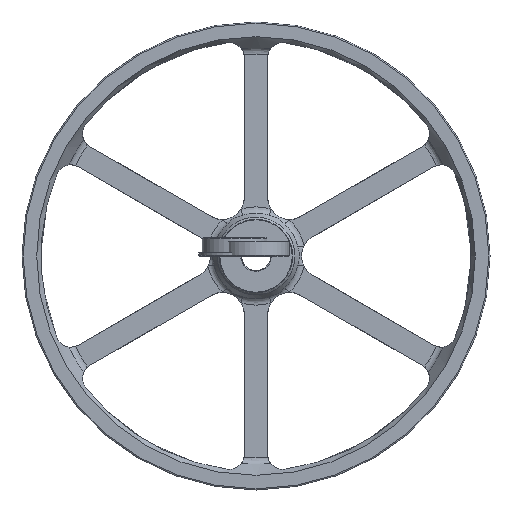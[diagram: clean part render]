
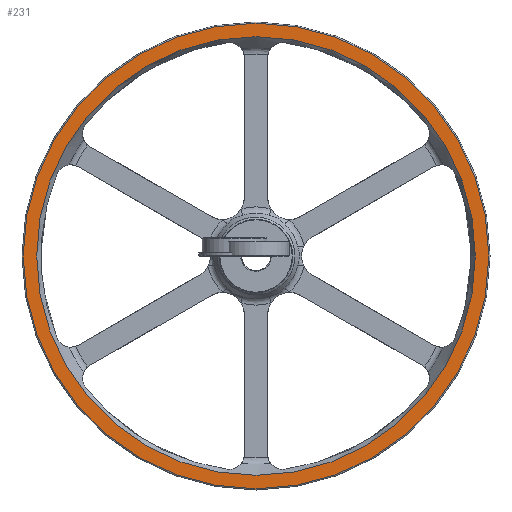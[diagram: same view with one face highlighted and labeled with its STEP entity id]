
A CAD part, front view. The second image highlights one B-rep face of the part: STEP entity #231.
In plain terms, the highlighted planar face has unit normal (0, -1, 0).
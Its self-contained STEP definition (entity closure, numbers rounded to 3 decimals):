
#231 = ADVANCED_FACE( '', ( #416, #417 ), #418, .T. );
#416 = FACE_OUTER_BOUND( '', #846, .T. );
#417 = FACE_BOUND( '', #847, .T. );
#418 = PLANE( '', #848 );
#846 = EDGE_LOOP( '', ( #1712 ) );
#847 = EDGE_LOOP( '', ( #1713 ) );
#848 = AXIS2_PLACEMENT_3D( '', #1714, #1715, #1716 );
#1712 = ORIENTED_EDGE( '', *, *, #3018, .T. );
#1713 = ORIENTED_EDGE( '', *, *, #3019, .F. );
#1714 = CARTESIAN_POINT( '', ( 0., 0., 0. ) );
#1715 = DIRECTION( '', ( 0., -1., 0. ) );
#1716 = DIRECTION( '', ( 0., 0., -1. ) );
#3018 = EDGE_CURVE( '', #3479, #3479, #3480, .T. );
#3019 = EDGE_CURVE( '', #3481, #3481, #3482, .T. );
#3479 = VERTEX_POINT( '', #4600 );
#3480 = CIRCLE( '', #4601, 100.584 );
#3481 = VERTEX_POINT( '', #4602 );
#3482 = CIRCLE( '', #4603, 94.742 );
#4600 = CARTESIAN_POINT( '', ( 0., 0., -100.584 ) );
#4601 = AXIS2_PLACEMENT_3D( '', #7926, #7927, #7928 );
#4602 = CARTESIAN_POINT( '', ( 94.742, 0., 0. ) );
#4603 = AXIS2_PLACEMENT_3D( '', #7929, #7930, #7931 );
#7926 = CARTESIAN_POINT( '', ( 0., 0., 0. ) );
#7927 = DIRECTION( '', ( 0., -1., 0. ) );
#7928 = DIRECTION( '', ( 0., 0., -1. ) );
#7929 = CARTESIAN_POINT( '', ( 0., 0., 0. ) );
#7930 = DIRECTION( '', ( 0., -1., 0. ) );
#7931 = DIRECTION( '', ( 1., 0., 0. ) );
